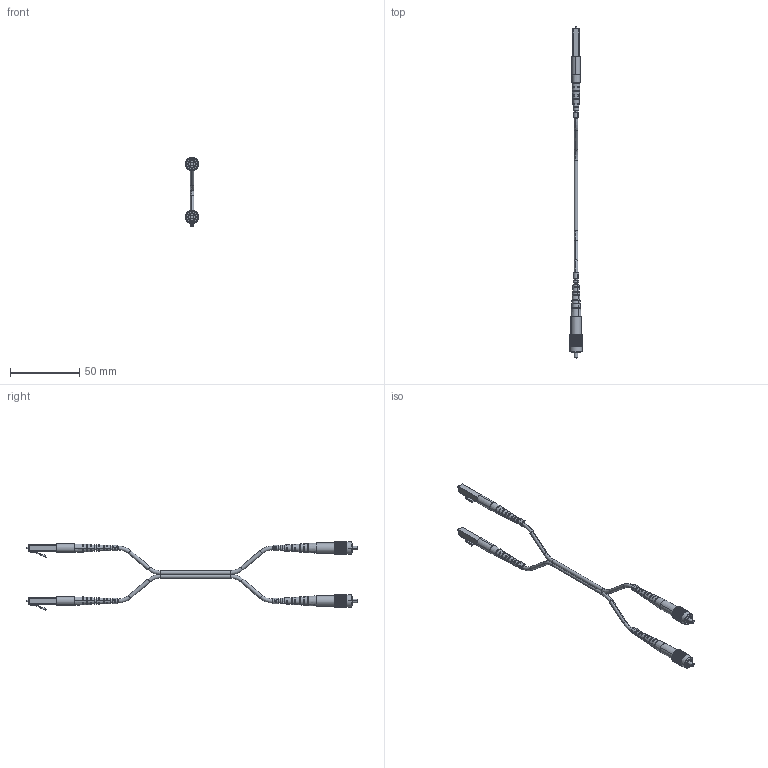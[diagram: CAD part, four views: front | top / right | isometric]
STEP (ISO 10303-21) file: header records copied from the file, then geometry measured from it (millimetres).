
FILE_DESCRIPTION (( 'STEP AP203' ), '1' );
FILE_NAME ('FODFC50-LC.STEP', '2006-06-23T19:34:28', ( 'lcom' ), ( 'lcom' ), 'SwSTEP 2.0', 'SolidWorks 2006004', '' );
FILE_SCHEMA (( 'CONFIG_CONTROL_DESIGN' ));
Length unit declared in the file: inch
Products named in the file (10): CONN-LC3-220-3; FODFC50-LC; CONN-351-201-78-MA2; CONN-351-201-78-MA1; 1AL06-002; CONN-351-201-78; CONN-LC3-220-3-MA1_WITHOU BACK CLIP; CONN-LC3-220-3-MA2; LBL-C3P-B; LBL-C3P-A
Assembly tree (13 placements, depth 3):
  FODFC50-LC
    LBL-C3P-A  x2
    CONN-351-201-78  x2
      CONN-351-201-78-MA2
      CONN-351-201-78-MA1
    LBL-C3P-B  x2
    CONN-LC3-220-3  x2
      CONN-LC3-220-3-MA2
      CONN-LC3-220-3-MA1_WITHOU BACK CLIP
    1AL06-002
Bounding box: 9.52 x 240.37 x 50.01 mm (x, y, z)
Volume: 6027.8 mm3; surface area: 12463.1 mm2
Topology: 13 solids, 13 shells, 1203 faces, 3479 edges, 2278 vertices
Faces by surface type: plane 840, cylinder 269, cone 48, torus 20, bspline 18, sphere 8
Entity records: 22787 total; most frequent: CARTESIAN_POINT 5115, ORIENTED_EDGE 3550, DIRECTION 3386, EDGE_CURVE 1775, VERTEX_POINT 1160, VECTOR 1138, LINE 1138, AXIS2_PLACEMENT_3D 1124
